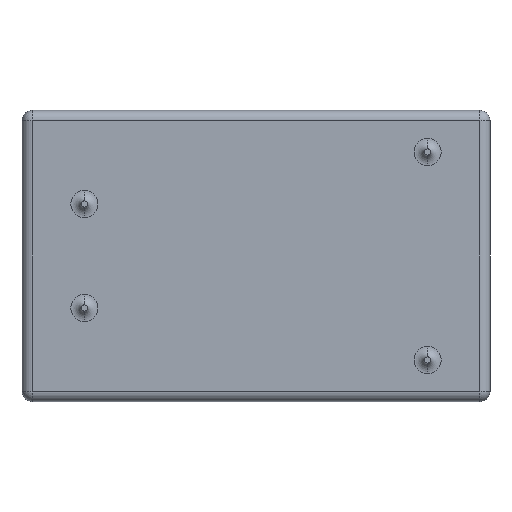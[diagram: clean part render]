
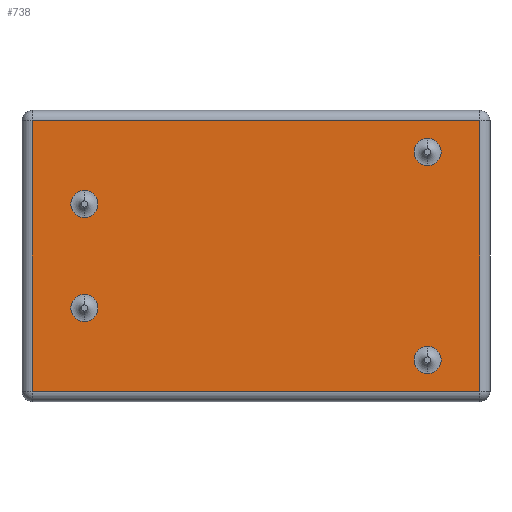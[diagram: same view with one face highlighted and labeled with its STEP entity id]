
A CAD part, front view. The second image highlights one B-rep face of the part: STEP entity #738.
In plain terms, the highlighted planar face has unit normal (0, -1, 0).
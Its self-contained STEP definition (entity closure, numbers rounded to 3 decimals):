
#4 = VECTOR ( 'NONE', #33, 1000. ) ;
#17 = DIRECTION ( 'NONE',  ( 0., 1., 0. ) ) ;
#33 = DIRECTION ( 'NONE',  ( -1., 0., 0. ) ) ;
#55 = CARTESIAN_POINT ( 'NONE',  ( 6., 0., 10.3 ) ) ;
#68 = CARTESIAN_POINT ( 'NONE',  ( 39., 0., 24. ) ) ;
#78 = PLANE ( 'NONE',  #992 ) ;
#81 = ORIENTED_EDGE ( 'NONE', *, *, #851, .T. ) ;
#99 = CARTESIAN_POINT ( 'NONE',  ( 39., 0., 2.7 ) ) ;
#104 = FACE_BOUND ( 'NONE', #141, .T. ) ;
#134 = CIRCLE ( 'NONE', #319, 1.3 ) ;
#139 = ORIENTED_EDGE ( 'NONE', *, *, #1057, .T. ) ;
#141 = EDGE_LOOP ( 'NONE', ( #1125, #810 ) ) ;
#142 = VERTEX_POINT ( 'NONE', #199 ) ;
#148 = DIRECTION ( 'NONE',  ( 0., 0., 1. ) ) ;
#164 = ORIENTED_EDGE ( 'NONE', *, *, #1152, .T. ) ;
#166 = ORIENTED_EDGE ( 'NONE', *, *, #184, .T. ) ;
#181 = EDGE_CURVE ( 'NONE', #811, #518, #134, .T. ) ;
#184 = EDGE_CURVE ( 'NONE', #142, #776, #862, .T. ) ;
#185 = ORIENTED_EDGE ( 'NONE', *, *, #494, .T. ) ;
#188 = EDGE_LOOP ( 'NONE', ( #164, #513 ) ) ;
#195 = EDGE_CURVE ( 'NONE', #211, #613, #763, .T. ) ;
#199 = CARTESIAN_POINT ( 'NONE',  ( 44., 0., 27. ) ) ;
#209 = CIRCLE ( 'NONE', #1027, 1.3 ) ;
#211 = VERTEX_POINT ( 'NONE', #226 ) ;
#217 = CIRCLE ( 'NONE', #358, 1.3 ) ;
#226 = CARTESIAN_POINT ( 'NONE',  ( 1., 0., 1. ) ) ;
#232 = CARTESIAN_POINT ( 'NONE',  ( 6., 0., 7.7 ) ) ;
#258 = DIRECTION ( 'NONE',  ( 0., 0., 1. ) ) ;
#265 = DIRECTION ( 'NONE',  ( 0., 1., 0. ) ) ;
#271 = DIRECTION ( 'NONE',  ( 0., 1., 0. ) ) ;
#286 = CARTESIAN_POINT ( 'NONE',  ( 6., 0., 17.7 ) ) ;
#297 = DIRECTION ( 'NONE',  ( 0., 0., 1. ) ) ;
#299 = VERTEX_POINT ( 'NONE', #286 ) ;
#301 = ORIENTED_EDGE ( 'NONE', *, *, #195, .T. ) ;
#304 = DIRECTION ( 'NONE',  ( 0., 0., -1. ) ) ;
#310 = EDGE_CURVE ( 'NONE', #959, #849, #434, .T. ) ;
#319 = AXIS2_PLACEMENT_3D ( 'NONE', #506, #919, #465 ) ;
#322 = CARTESIAN_POINT ( 'NONE',  ( 39., 0., 4. ) ) ;
#345 = VERTEX_POINT ( 'NONE', #767 ) ;
#348 = LINE ( 'NONE', #616, #684 ) ;
#358 = AXIS2_PLACEMENT_3D ( 'NONE', #1009, #787, #431 ) ;
#359 = VERTEX_POINT ( 'NONE', #397 ) ;
#397 = CARTESIAN_POINT ( 'NONE',  ( 39., 0., 22.7 ) ) ;
#400 = CARTESIAN_POINT ( 'NONE',  ( 0., 0., 28. ) ) ;
#431 = DIRECTION ( 'NONE',  ( 0., 0., 1. ) ) ;
#434 = CIRCLE ( 'NONE', #519, 1.3 ) ;
#436 = DIRECTION ( 'NONE',  ( 0., 0., 1. ) ) ;
#459 = CIRCLE ( 'NONE', #829, 1.3 ) ;
#465 = DIRECTION ( 'NONE',  ( 0., 0., 1. ) ) ;
#489 = DIRECTION ( 'NONE',  ( 0., 0., 1. ) ) ;
#494 = EDGE_CURVE ( 'NONE', #776, #211, #599, .T. ) ;
#502 = VERTEX_POINT ( 'NONE', #617 ) ;
#506 = CARTESIAN_POINT ( 'NONE',  ( 39., 0., 4. ) ) ;
#513 = ORIENTED_EDGE ( 'NONE', *, *, #562, .T. ) ;
#515 = EDGE_LOOP ( 'NONE', ( #301, #716, #166, #185 ) ) ;
#518 = VERTEX_POINT ( 'NONE', #1022 ) ;
#519 = AXIS2_PLACEMENT_3D ( 'NONE', #548, #265, #823 ) ;
#539 = DIRECTION ( 'NONE',  ( 0., 1., 0. ) ) ;
#548 = CARTESIAN_POINT ( 'NONE',  ( 6., 0., 9. ) ) ;
#562 = EDGE_CURVE ( 'NONE', #359, #502, #209, .T. ) ;
#568 = DIRECTION ( 'NONE',  ( 0., 0., 1. ) ) ;
#579 = EDGE_CURVE ( 'NONE', #849, #959, #908, .T. ) ;
#596 = AXIS2_PLACEMENT_3D ( 'NONE', #816, #271, #297 ) ;
#599 = LINE ( 'NONE', #682, #712 ) ;
#613 = VERTEX_POINT ( 'NONE', #894 ) ;
#616 = CARTESIAN_POINT ( 'NONE',  ( 44., 0., 28. ) ) ;
#617 = CARTESIAN_POINT ( 'NONE',  ( 39., 0., 25.3 ) ) ;
#619 = CARTESIAN_POINT ( 'NONE',  ( 39., 0., 24. ) ) ;
#635 = ORIENTED_EDGE ( 'NONE', *, *, #181, .T. ) ;
#642 = DIRECTION ( 'NONE',  ( 1., 0., 0. ) ) ;
#673 = EDGE_CURVE ( 'NONE', #613, #142, #348, .T. ) ;
#682 = CARTESIAN_POINT ( 'NONE',  ( 1., 0., 28. ) ) ;
#684 = VECTOR ( 'NONE', #812, 1000. ) ;
#689 = DIRECTION ( 'NONE',  ( 0., 1., 0. ) ) ;
#694 = FACE_BOUND ( 'NONE', #737, .T. ) ;
#712 = VECTOR ( 'NONE', #304, 1000. ) ;
#716 = ORIENTED_EDGE ( 'NONE', *, *, #673, .T. ) ;
#737 = EDGE_LOOP ( 'NONE', ( #870, #139 ) ) ;
#738 = ADVANCED_FACE ( 'NONE', ( #694, #104, #948, #1209, #848 ), #78, .F. ) ;
#763 = LINE ( 'NONE', #965, #1182 ) ;
#767 = CARTESIAN_POINT ( 'NONE',  ( 6., 0., 20.3 ) ) ;
#769 = DIRECTION ( 'NONE',  ( 0., 1., 0. ) ) ;
#776 = VERTEX_POINT ( 'NONE', #991 ) ;
#787 = DIRECTION ( 'NONE',  ( 0., 1., 0. ) ) ;
#810 = ORIENTED_EDGE ( 'NONE', *, *, #310, .T. ) ;
#811 = VERTEX_POINT ( 'NONE', #99 ) ;
#812 = DIRECTION ( 'NONE',  ( 0., 0., 1. ) ) ;
#816 = CARTESIAN_POINT ( 'NONE',  ( 6., 0., 9. ) ) ;
#823 = DIRECTION ( 'NONE',  ( 0., 0., 1. ) ) ;
#827 = AXIS2_PLACEMENT_3D ( 'NONE', #68, #689, #258 ) ;
#829 = AXIS2_PLACEMENT_3D ( 'NONE', #322, #946, #489 ) ;
#843 = AXIS2_PLACEMENT_3D ( 'NONE', #1137, #17, #568 ) ;
#848 = FACE_OUTER_BOUND ( 'NONE', #515, .T. ) ;
#849 = VERTEX_POINT ( 'NONE', #55 ) ;
#851 = EDGE_CURVE ( 'NONE', #518, #811, #459, .T. ) ;
#862 = LINE ( 'NONE', #1115, #4 ) ;
#870 = ORIENTED_EDGE ( 'NONE', *, *, #1224, .T. ) ;
#894 = CARTESIAN_POINT ( 'NONE',  ( 44., 0., 1. ) ) ;
#908 = CIRCLE ( 'NONE', #596, 1.3 ) ;
#919 = DIRECTION ( 'NONE',  ( 0., 1., 0. ) ) ;
#946 = DIRECTION ( 'NONE',  ( 0., 1., 0. ) ) ;
#948 = FACE_BOUND ( 'NONE', #188, .T. ) ;
#959 = VERTEX_POINT ( 'NONE', #232 ) ;
#965 = CARTESIAN_POINT ( 'NONE',  ( 45., 0., 1. ) ) ;
#991 = CARTESIAN_POINT ( 'NONE',  ( 1., 0., 27. ) ) ;
#992 = AXIS2_PLACEMENT_3D ( 'NONE', #400, #769, #436 ) ;
#1006 = CIRCLE ( 'NONE', #827, 1.3 ) ;
#1009 = CARTESIAN_POINT ( 'NONE',  ( 6., 0., 19. ) ) ;
#1022 = CARTESIAN_POINT ( 'NONE',  ( 39., 0., 5.3 ) ) ;
#1027 = AXIS2_PLACEMENT_3D ( 'NONE', #619, #539, #148 ) ;
#1035 = EDGE_LOOP ( 'NONE', ( #81, #635 ) ) ;
#1057 = EDGE_CURVE ( 'NONE', #299, #345, #1084, .T. ) ;
#1084 = CIRCLE ( 'NONE', #843, 1.3 ) ;
#1115 = CARTESIAN_POINT ( 'NONE',  ( 0., 0., 27. ) ) ;
#1125 = ORIENTED_EDGE ( 'NONE', *, *, #579, .T. ) ;
#1137 = CARTESIAN_POINT ( 'NONE',  ( 6., 0., 19. ) ) ;
#1152 = EDGE_CURVE ( 'NONE', #502, #359, #1006, .T. ) ;
#1182 = VECTOR ( 'NONE', #642, 1000. ) ;
#1209 = FACE_BOUND ( 'NONE', #1035, .T. ) ;
#1224 = EDGE_CURVE ( 'NONE', #345, #299, #217, .T. ) ;
